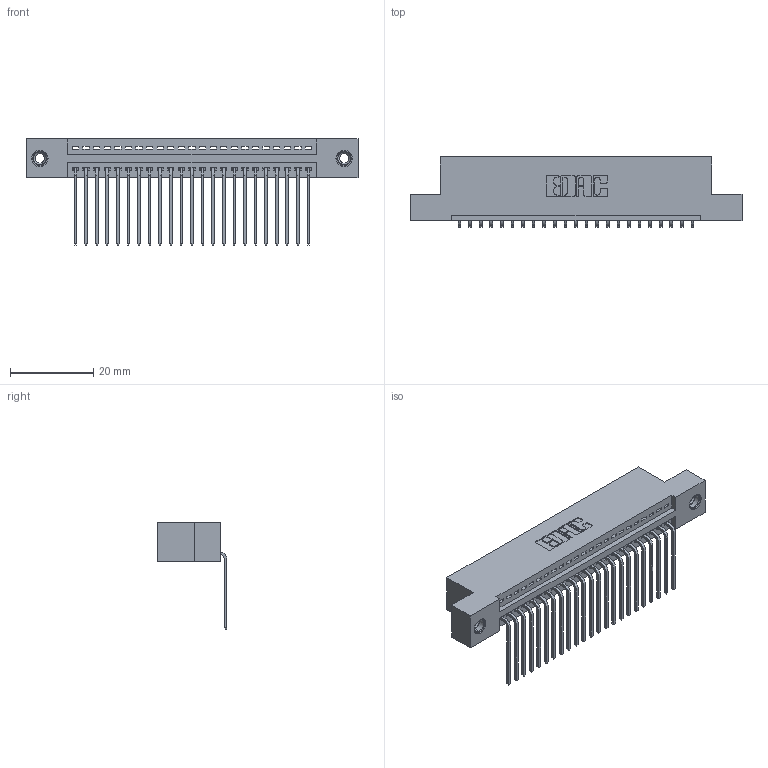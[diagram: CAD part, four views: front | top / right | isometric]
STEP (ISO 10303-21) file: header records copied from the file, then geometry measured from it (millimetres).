
FILE_DESCRIPTION (( 'STEP AP203' ), '1' );
FILE_NAME ('345-023-559-108.STEP', '2019-10-05T03:13:24', ( '' ), ( '' ), 'SwSTEP 2.0', 'SolidWorks 2016', '' );
FILE_SCHEMA (( 'CONFIG_CONTROL_DESIGN' ));
Length unit declared in the file: inch
Products named in the file (4): 345-023-559-108; 345 Part_Flush Mounting Lugs - 0.156 Dia-TI; 345-250-001_345-250-003-102; 345-292-001_558 559 Tail - 1
Assembly tree (26 placements, depth 2):
  345-023-559-108
    345 Part_Flush Mounting Lugs - 0.156 Dia-TI
    345-292-001_558 559 Tail - 1  x23
    345-250-001_345-250-003-102  x2
Bounding box: 79.63 x 16.75 x 25.53 mm (x, y, z)
Volume: 7477.7 mm3; surface area: 10148.4 mm2
Topology: 26 solids, 26 shells, 1566 faces, 4663 edges, 3070 vertices
Faces by surface type: plane 1078, cylinder 472, cone 12, torus 4
Entity records: 21138 total; most frequent: CARTESIAN_POINT 3644, ORIENTED_EDGE 3594, DIRECTION 3237, EDGE_CURVE 1797, VECTOR 1553, LINE 1553, VERTEX_POINT 1192, AXIS2_PLACEMENT_3D 842
